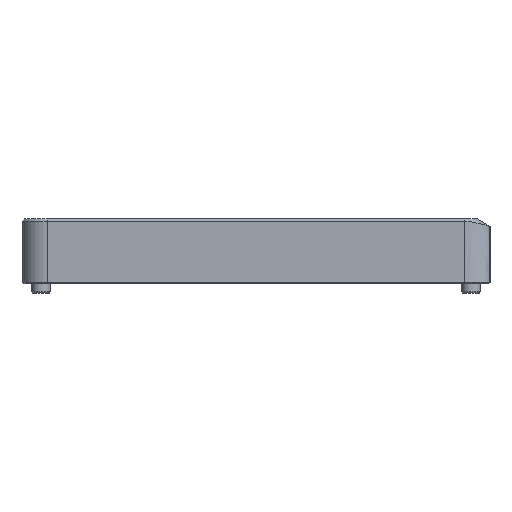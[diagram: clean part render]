
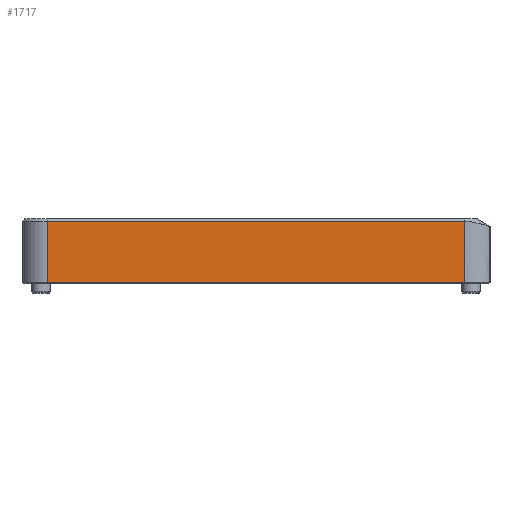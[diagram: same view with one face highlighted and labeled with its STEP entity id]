
A CAD part, left-side view. The second image highlights one B-rep face of the part: STEP entity #1717.
In plain terms, the highlighted planar face has unit normal (-1, 0, 0).
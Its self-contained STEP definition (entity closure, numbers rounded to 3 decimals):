
#249=FACE_OUTER_BOUND('',#360,.T.);
#360=EDGE_LOOP('',(#1371,#1372,#1373,#1374));
#505=LINE('',#2766,#661);
#510=LINE('',#2774,#666);
#514=LINE('',#2818,#670);
#515=LINE('',#2819,#671);
#661=VECTOR('',#2252,1000.);
#666=VECTOR('',#2261,1000.);
#670=VECTOR('',#2271,1000.);
#671=VECTOR('',#2272,1000.);
#777=VERTEX_POINT('',#2592);
#834=VERTEX_POINT('',#2759);
#835=VERTEX_POINT('',#2772);
#838=VERTEX_POINT('',#2817);
#1023=EDGE_CURVE('',#777,#834,#505,.T.);
#1028=EDGE_CURVE('',#834,#835,#510,.T.);
#1033=EDGE_CURVE('',#838,#777,#514,.T.);
#1034=EDGE_CURVE('',#838,#835,#515,.T.);
#1371=ORIENTED_EDGE('',*,*,#1033,.F.);
#1372=ORIENTED_EDGE('',*,*,#1034,.T.);
#1373=ORIENTED_EDGE('',*,*,#1028,.F.);
#1374=ORIENTED_EDGE('',*,*,#1023,.F.);
#1628=PLANE('',#1892);
#1717=ADVANCED_FACE('',(#249),#1628,.T.);
#1892=AXIS2_PLACEMENT_3D('',#2816,#2269,#2270);
#2252=DIRECTION('',(0.,0.,1.));
#2261=DIRECTION('',(0.,-1.,0.));
#2269=DIRECTION('center_axis',(-1.,0.,0.));
#2270=DIRECTION('ref_axis',(0.,0.,1.));
#2271=DIRECTION('',(0.,1.,0.));
#2272=DIRECTION('',(0.,0.,1.));
#2592=CARTESIAN_POINT('',(-3.475,79.175,0.25));
#2759=CARTESIAN_POINT('',(-3.475,79.175,12.3));
#2766=CARTESIAN_POINT('',(-3.475,79.175,0.));
#2772=CARTESIAN_POINT('',(-3.475,-2.975,12.3));
#2774=CARTESIAN_POINT('',(-3.475,61.138,12.3));
#2816=CARTESIAN_POINT('Origin',(-3.475,84.175,0.));
#2817=CARTESIAN_POINT('',(-3.475,-2.975,0.25));
#2818=CARTESIAN_POINT('',(-3.475,61.138,0.25));
#2819=CARTESIAN_POINT('',(-3.475,-2.975,12.8));
